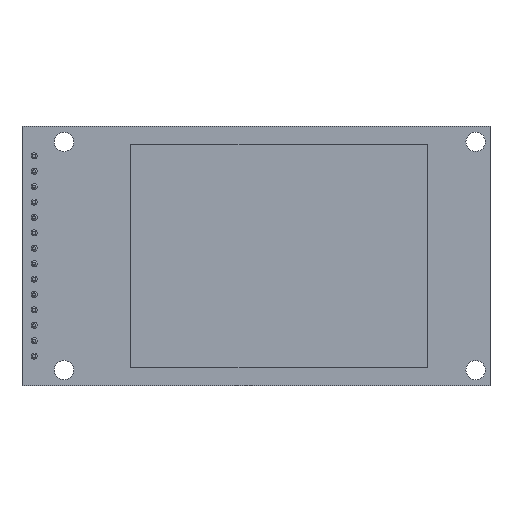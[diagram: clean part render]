
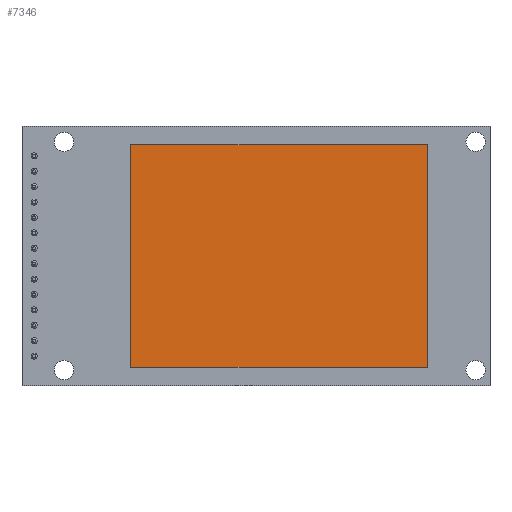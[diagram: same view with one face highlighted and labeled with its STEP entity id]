
A CAD part, top view. The second image highlights one B-rep face of the part: STEP entity #7346.
In plain terms, the highlighted planar face has unit normal (0, 0, 1).
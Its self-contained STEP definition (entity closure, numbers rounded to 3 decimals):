
#7217 = VERTEX_POINT('',#7218);
#7218 = CARTESIAN_POINT('',(15.93,1.85,4.));
#7224 = EDGE_CURVE('',#7217,#7225,#7227,.T.);
#7225 = VERTEX_POINT('',#7226);
#7226 = CARTESIAN_POINT('',(64.87,1.85,4.));
#7227 = LINE('',#7228,#7229);
#7228 = CARTESIAN_POINT('',(15.93,1.85,4.));
#7229 = VECTOR('',#7230,1.);
#7230 = DIRECTION('',(1.,0.,0.));
#7255 = EDGE_CURVE('',#7225,#7256,#7258,.T.);
#7256 = VERTEX_POINT('',#7257);
#7257 = CARTESIAN_POINT('',(64.87,-34.87,4.));
#7258 = LINE('',#7259,#7260);
#7259 = CARTESIAN_POINT('',(64.87,1.85,4.));
#7260 = VECTOR('',#7261,1.);
#7261 = DIRECTION('',(0.,-1.,0.));
#7286 = EDGE_CURVE('',#7256,#7287,#7289,.T.);
#7287 = VERTEX_POINT('',#7288);
#7288 = CARTESIAN_POINT('',(15.93,-34.87,4.));
#7289 = LINE('',#7290,#7291);
#7290 = CARTESIAN_POINT('',(64.87,-34.87,4.));
#7291 = VECTOR('',#7292,1.);
#7292 = DIRECTION('',(-1.,0.,0.));
#7317 = EDGE_CURVE('',#7287,#7217,#7318,.T.);
#7318 = LINE('',#7319,#7320);
#7319 = CARTESIAN_POINT('',(15.93,-34.87,4.));
#7320 = VECTOR('',#7321,1.);
#7321 = DIRECTION('',(0.,1.,0.));
#7346 = ADVANCED_FACE('',(#7347),#7353,.F.);
#7347 = FACE_BOUND('',#7348,.F.);
#7348 = EDGE_LOOP('',(#7349,#7350,#7351,#7352));
#7349 = ORIENTED_EDGE('',*,*,#7224,.T.);
#7350 = ORIENTED_EDGE('',*,*,#7255,.T.);
#7351 = ORIENTED_EDGE('',*,*,#7286,.T.);
#7352 = ORIENTED_EDGE('',*,*,#7317,.T.);
#7353 = PLANE('',#7354);
#7354 = AXIS2_PLACEMENT_3D('',#7355,#7356,#7357);
#7355 = CARTESIAN_POINT('',(40.4,-16.51,4.));
#7356 = DIRECTION('',(0.,0.,-1.));
#7357 = DIRECTION('',(0.,-1.,0.));
